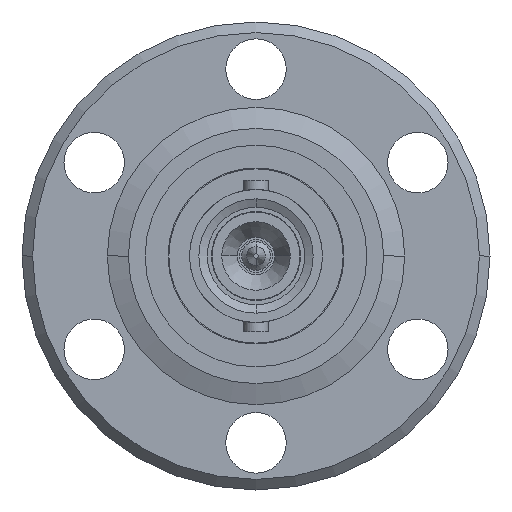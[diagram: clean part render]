
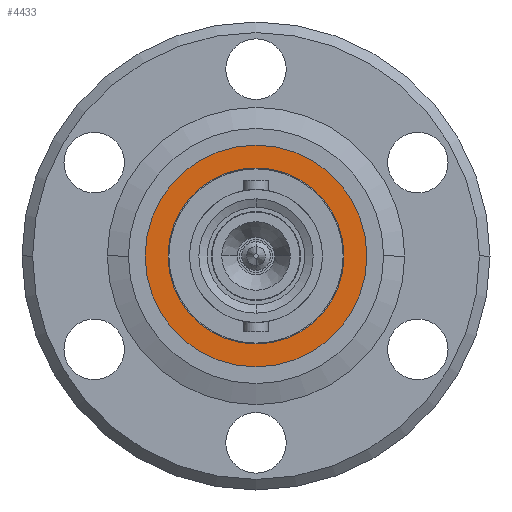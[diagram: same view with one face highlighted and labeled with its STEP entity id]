
A CAD part, front view. The second image highlights one B-rep face of the part: STEP entity #4433.
In plain terms, the highlighted planar face has unit normal (0, -1, 0).
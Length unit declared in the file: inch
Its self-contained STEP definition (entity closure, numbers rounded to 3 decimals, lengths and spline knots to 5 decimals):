
#578 = CARTESIAN_POINT ( 'NONE',  ( -0.25, 0.55, 0. ) ) ;
#640 = CIRCLE ( 'NONE', #6401, 0.315 ) ;
#849 = CIRCLE ( 'NONE', #6329, 0.25 ) ;
#1043 = CIRCLE ( 'NONE', #6687, 0.315 ) ;
#1087 = CARTESIAN_POINT ( 'NONE',  ( 0.25, 0.55, 0. ) ) ;
#1092 = CARTESIAN_POINT ( 'NONE',  ( 0., 0.55, -0.315 ) ) ;
#1152 = CARTESIAN_POINT ( 'NONE',  ( 0., 0.55, 0.315 ) ) ;
#1645 = EDGE_CURVE ( 'NONE', #2896, #2876, #1043, .T. ) ;
#1755 = EDGE_CURVE ( 'NONE', #2897, #2908, #1951, .T. ) ;
#1951 = CIRCLE ( 'NONE', #6419, 0.25 ) ;
#2482 = DIRECTION ( 'NONE',  ( -1., 0., 0. ) ) ;
#2483 = DIRECTION ( 'NONE',  ( 0., -1., 0. ) ) ;
#2484 = CARTESIAN_POINT ( 'NONE',  ( 0., 0.55, 0. ) ) ;
#2876 = VERTEX_POINT ( 'NONE', #1152 ) ;
#2896 = VERTEX_POINT ( 'NONE', #1092 ) ;
#2897 = VERTEX_POINT ( 'NONE', #1087 ) ;
#2908 = VERTEX_POINT ( 'NONE', #578 ) ;
#3371 = CARTESIAN_POINT ( 'NONE',  ( 0., 0.55, 0. ) ) ;
#3372 = DIRECTION ( 'NONE',  ( 0., -1., 0. ) ) ;
#3373 = DIRECTION ( 'NONE',  ( -1., 0., 0. ) ) ;
#4135 = ORIENTED_EDGE ( 'NONE', *, *, #6504, .F. ) ;
#4136 = ORIENTED_EDGE ( 'NONE', *, *, #1755, .F. ) ;
#4137 = ORIENTED_EDGE ( 'NONE', *, *, #1645, .F. ) ;
#4138 = ORIENTED_EDGE ( 'NONE', *, *, #5297, .F. ) ;
#4433 = ADVANCED_FACE ( 'NONE', ( #6865, #6868 ), #5064, .F. ) ;
#5058 = CARTESIAN_POINT ( 'NONE',  ( 0., 0.55, -0.25 ) ) ;
#5064 = PLANE ( 'NONE',  #6177 ) ;
#5066 = DIRECTION ( 'NONE',  ( 0., 1., 0. ) ) ;
#5067 = DIRECTION ( 'NONE',  ( 1., 0., 0. ) ) ;
#5297 = EDGE_CURVE ( 'NONE', #2876, #2896, #640, .T. ) ;
#5484 = DIRECTION ( 'NONE',  ( 0., 0., 1. ) ) ;
#5489 = DIRECTION ( 'NONE',  ( 0., 1., 0. ) ) ;
#5492 = CARTESIAN_POINT ( 'NONE',  ( 0., 0.55, 0. ) ) ;
#5604 = EDGE_LOOP ( 'NONE', ( #4135, #4136 ) ) ;
#5615 = EDGE_LOOP ( 'NONE', ( #4137, #4138 ) ) ;
#6177 = AXIS2_PLACEMENT_3D ( 'NONE', #5058, #5066, #5067 ) ;
#6329 = AXIS2_PLACEMENT_3D ( 'NONE', #3371, #3372, #3373 ) ;
#6401 = AXIS2_PLACEMENT_3D ( 'NONE', #7059, #7060, #7061 ) ;
#6419 = AXIS2_PLACEMENT_3D ( 'NONE', #2484, #2483, #2482 ) ;
#6504 = EDGE_CURVE ( 'NONE', #2908, #2897, #849, .T. ) ;
#6687 = AXIS2_PLACEMENT_3D ( 'NONE', #5492, #5489, #5484 ) ;
#6865 = FACE_BOUND ( 'NONE', #5604, .T. ) ;
#6868 = FACE_OUTER_BOUND ( 'NONE', #5615, .T. ) ;
#7059 = CARTESIAN_POINT ( 'NONE',  ( 0., 0.55, 0. ) ) ;
#7060 = DIRECTION ( 'NONE',  ( 0., 1., 0. ) ) ;
#7061 = DIRECTION ( 'NONE',  ( 0., 0., 1. ) ) ;
